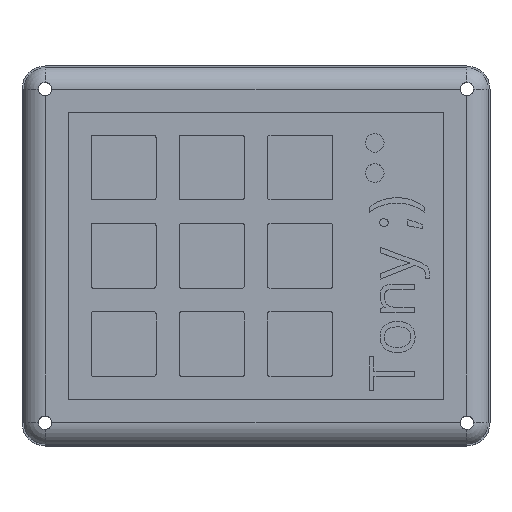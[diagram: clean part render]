
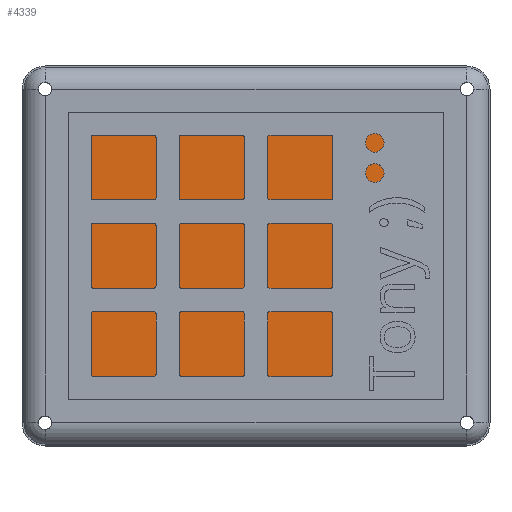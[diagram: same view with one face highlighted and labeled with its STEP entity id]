
A CAD part, top view. The second image highlights one B-rep face of the part: STEP entity #4339.
In plain terms, the highlighted planar face has unit normal (0, 0, 1).
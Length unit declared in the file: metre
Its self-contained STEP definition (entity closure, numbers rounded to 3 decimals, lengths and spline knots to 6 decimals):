
#1263=ORIENTED_EDGE('',*,*,#2137,.F.);
#1264=ORIENTED_EDGE('',*,*,#2124,.T.);
#1265=ORIENTED_EDGE('',*,*,#2131,.T.);
#1266=ORIENTED_EDGE('',*,*,#2128,.F.);
#1267=ORIENTED_EDGE('',*,*,#2125,.F.);
#1268=ORIENTED_EDGE('',*,*,#2120,.T.);
#1269=ORIENTED_EDGE('',*,*,#2138,.T.);
#1270=ORIENTED_EDGE('',*,*,#2139,.T.);
#2120=EDGE_CURVE('',#2630,#2629,#3030,.T.);
#2124=EDGE_CURVE('',#2627,#2633,#3034,.T.);
#2125=EDGE_CURVE('',#2630,#2634,#3035,.T.);
#2128=EDGE_CURVE('',#2634,#2636,#3038,.T.);
#2131=EDGE_CURVE('',#2633,#2636,#3041,.T.);
#2137=EDGE_CURVE('',#2627,#2638,#3043,.T.);
#2138=EDGE_CURVE('',#2629,#2639,#3044,.T.);
#2139=EDGE_CURVE('',#2639,#2638,#3045,.T.);
#2627=VERTEX_POINT('',#7039);
#2629=VERTEX_POINT('',#7043);
#2630=VERTEX_POINT('',#7045);
#2633=VERTEX_POINT('',#7051);
#2634=VERTEX_POINT('',#7055);
#2636=VERTEX_POINT('',#7061);
#2638=VERTEX_POINT('',#7075);
#2639=VERTEX_POINT('',#7077);
#3030=LINE('',#7044,#3402);
#3034=LINE('',#7052,#3406);
#3035=LINE('',#7054,#3407);
#3038=LINE('',#7060,#3410);
#3041=LINE('',#7066,#3413);
#3043=LINE('',#7074,#3415);
#3044=LINE('',#7076,#3416);
#3045=LINE('',#7078,#3417);
#3402=VECTOR('',#5702,1.);
#3406=VECTOR('',#5706,1.);
#3407=VECTOR('',#5709,1.);
#3410=VECTOR('',#5714,1.);
#3413=VECTOR('',#5719,1.);
#3415=VECTOR('',#5733,1.);
#3416=VECTOR('',#5734,1.);
#3417=VECTOR('',#5735,1.);
#3697=EDGE_LOOP('',(#1263,#1264,#1265,#1266,#1267,#1268,#1269,#1270));
#3987=FACE_BOUND('',#3697,.T.);
#4161=PLANE('',#4810);
#4339=ADVANCED_FACE('',(#3987),#4161,.T.);
#4810=AXIS2_PLACEMENT_3D('',#7073,#5731,#5732);
#5702=DIRECTION('',(0.,1.,0.));
#5706=DIRECTION('',(0.,1.,0.));
#5709=DIRECTION('',(-1.,0.,0.));
#5714=DIRECTION('',(0.,1.,0.));
#5719=DIRECTION('',(-1.,0.,0.));
#5731=DIRECTION('',(0.,0.,1.));
#5732=DIRECTION('',(1.,0.,0.));
#5733=DIRECTION('',(-1.,0.,0.));
#5734=DIRECTION('',(-1.,0.,0.));
#5735=DIRECTION('',(0.,1.,0.));
#7039=CARTESIAN_POINT('',(0.0405,0.009,0.003));
#7043=CARTESIAN_POINT('',(0.0405,-0.009,0.003));
#7044=CARTESIAN_POINT('',(0.0405,0.,0.003));
#7045=CARTESIAN_POINT('',(0.0405,-0.031,0.003));
#7051=CARTESIAN_POINT('',(0.0405,0.031,0.003));
#7052=CARTESIAN_POINT('',(0.0405,0.,0.003));
#7054=CARTESIAN_POINT('',(0.,-0.031,0.003));
#7055=CARTESIAN_POINT('',(-0.0405,-0.031,0.003));
#7060=CARTESIAN_POINT('',(-0.0405,0.,0.003));
#7061=CARTESIAN_POINT('',(-0.0405,0.031,0.003));
#7066=CARTESIAN_POINT('',(0.,0.031,0.003));
#7073=CARTESIAN_POINT('',(0.,0.,0.003));
#7074=CARTESIAN_POINT('',(0.,0.009,0.003));
#7075=CARTESIAN_POINT('',(0.0295,0.009,0.003));
#7076=CARTESIAN_POINT('',(0.,-0.009,0.003));
#7077=CARTESIAN_POINT('',(0.0295,-0.009,0.003));
#7078=CARTESIAN_POINT('',(0.0295,0.,0.003));
